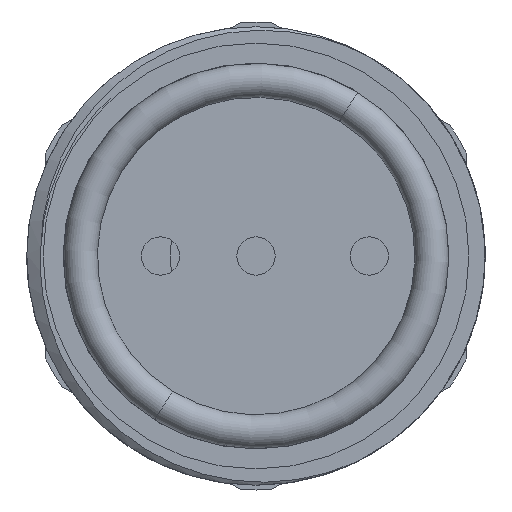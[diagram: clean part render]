
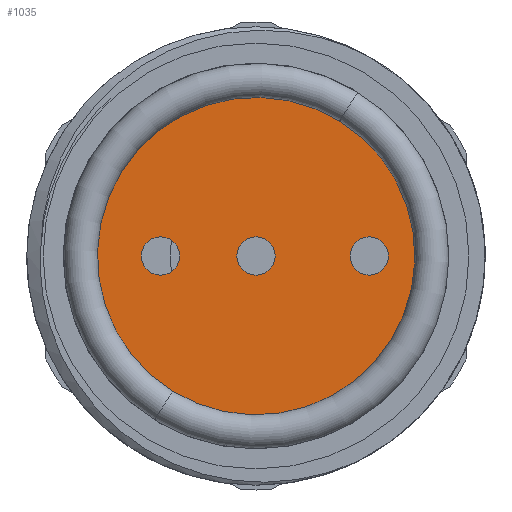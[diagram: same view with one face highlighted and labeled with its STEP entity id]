
A CAD part, front view. The second image highlights one B-rep face of the part: STEP entity #1035.
In plain terms, the highlighted planar face has unit normal (0, -1, 0).
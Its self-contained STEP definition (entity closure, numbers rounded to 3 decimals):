
#133 = FACE_BOUND ( 'NONE', #3900, .T. ) ;
#169 = CIRCLE ( 'NONE', #2773, 1. ) ;
#257 = CIRCLE ( 'NONE', #2275, 1. ) ;
#292 = DIRECTION ( 'NONE',  ( 0., 0., -1. ) ) ;
#317 = VERTEX_POINT ( 'NONE', #2060 ) ;
#321 = CIRCLE ( 'NONE', #376, 10.1 ) ;
#326 = ORIENTED_EDGE ( 'NONE', *, *, #2434, .F. ) ;
#376 = AXIS2_PLACEMENT_3D ( 'NONE', #5179, #2707, #292 ) ;
#377 = EDGE_CURVE ( 'NONE', #3560, #317, #169, .T. ) ;
#385 = ORIENTED_EDGE ( 'NONE', *, *, #3022, .F. ) ;
#406 = AXIS2_PLACEMENT_3D ( 'NONE', #4512, #2343, #4462 ) ;
#410 = CARTESIAN_POINT ( 'NONE',  ( -5., -6.6, 0. ) ) ;
#687 = CARTESIAN_POINT ( 'NONE',  ( -5., -6.6, -1. ) ) ;
#752 = ORIENTED_EDGE ( 'NONE', *, *, #2214, .F. ) ;
#823 = DIRECTION ( 'NONE',  ( 0., 0., -1. ) ) ;
#948 = VERTEX_POINT ( 'NONE', #687 ) ;
#951 = EDGE_LOOP ( 'NONE', ( #385, #1528 ) ) ;
#989 = CARTESIAN_POINT ( 'NONE',  ( 0., -6.6, -1. ) ) ;
#1035 = ADVANCED_FACE ( 'NONE', ( #3261, #133, #1242, #2169 ), #1186, .T. ) ;
#1186 = PLANE ( 'NONE',  #406 ) ;
#1193 = EDGE_CURVE ( 'NONE', #5298, #948, #5186, .T. ) ;
#1242 = FACE_BOUND ( 'NONE', #5026, .T. ) ;
#1283 = VERTEX_POINT ( 'NONE', #5263 ) ;
#1485 = DIRECTION ( 'NONE',  ( 0., -1., 0. ) ) ;
#1528 = ORIENTED_EDGE ( 'NONE', *, *, #1193, .F. ) ;
#1541 = EDGE_CURVE ( 'NONE', #1828, #4800, #2793, .T. ) ;
#1577 = EDGE_CURVE ( 'NONE', #2075, #1283, #1604, .T. ) ;
#1604 = CIRCLE ( 'NONE', #4434, 1. ) ;
#1614 = DIRECTION ( 'NONE',  ( 0., 0., -1. ) ) ;
#1757 = AXIS2_PLACEMENT_3D ( 'NONE', #2317, #4069, #3804 ) ;
#1828 = VERTEX_POINT ( 'NONE', #4756 ) ;
#1853 = ORIENTED_EDGE ( 'NONE', *, *, #1541, .T. ) ;
#1877 = CARTESIAN_POINT ( 'NONE',  ( 5.93, -6.6, 0. ) ) ;
#1957 = ORIENTED_EDGE ( 'NONE', *, *, #2751, .T. ) ;
#1962 = DIRECTION ( 'NONE',  ( 0., 0., -1. ) ) ;
#1971 = CIRCLE ( 'NONE', #4507, 1. ) ;
#1981 = DIRECTION ( 'NONE',  ( 0., -1., 0. ) ) ;
#1998 = CARTESIAN_POINT ( 'NONE',  ( 0., -6.6, 0. ) ) ;
#2060 = CARTESIAN_POINT ( 'NONE',  ( 0., -6.6, 1. ) ) ;
#2070 = CARTESIAN_POINT ( 'NONE',  ( -5., -6.6, 1. ) ) ;
#2074 = DIRECTION ( 'NONE',  ( 0., -1., 0. ) ) ;
#2075 = VERTEX_POINT ( 'NONE', #4597 ) ;
#2098 = AXIS2_PLACEMENT_3D ( 'NONE', #2194, #5067, #2600 ) ;
#2169 = FACE_OUTER_BOUND ( 'NONE', #4687, .T. ) ;
#2194 = CARTESIAN_POINT ( 'NONE',  ( 5.93, -6.6, 0. ) ) ;
#2214 = EDGE_CURVE ( 'NONE', #1283, #2075, #2905, .T. ) ;
#2275 = AXIS2_PLACEMENT_3D ( 'NONE', #4556, #2074, #4942 ) ;
#2317 = CARTESIAN_POINT ( 'NONE',  ( -5., -6.6, 0. ) ) ;
#2343 = DIRECTION ( 'NONE',  ( 0., -1., 0. ) ) ;
#2360 = CARTESIAN_POINT ( 'NONE',  ( 0., -6.6, 10.1 ) ) ;
#2434 = EDGE_CURVE ( 'NONE', #317, #3560, #257, .T. ) ;
#2584 = DIRECTION ( 'NONE',  ( 0., -1., 0. ) ) ;
#2600 = DIRECTION ( 'NONE',  ( 0., 0., -1. ) ) ;
#2606 = DIRECTION ( 'NONE',  ( 0., 0., -1. ) ) ;
#2707 = DIRECTION ( 'NONE',  ( 0., -1., 0. ) ) ;
#2751 = EDGE_CURVE ( 'NONE', #4800, #1828, #321, .T. ) ;
#2773 = AXIS2_PLACEMENT_3D ( 'NONE', #4895, #2584, #2606 ) ;
#2793 = CIRCLE ( 'NONE', #3863, 10.1 ) ;
#2905 = CIRCLE ( 'NONE', #2098, 1. ) ;
#3022 = EDGE_CURVE ( 'NONE', #948, #5298, #1971, .T. ) ;
#3258 = DIRECTION ( 'NONE',  ( 0., -1., 0. ) ) ;
#3261 = FACE_BOUND ( 'NONE', #951, .T. ) ;
#3560 = VERTEX_POINT ( 'NONE', #989 ) ;
#3804 = DIRECTION ( 'NONE',  ( 0., 0., -1. ) ) ;
#3863 = AXIS2_PLACEMENT_3D ( 'NONE', #1998, #1981, #1962 ) ;
#3900 = EDGE_LOOP ( 'NONE', ( #4333, #752 ) ) ;
#4069 = DIRECTION ( 'NONE',  ( 0., -1., 0. ) ) ;
#4333 = ORIENTED_EDGE ( 'NONE', *, *, #1577, .F. ) ;
#4434 = AXIS2_PLACEMENT_3D ( 'NONE', #1877, #1485, #1614 ) ;
#4462 = DIRECTION ( 'NONE',  ( 0., 0., -1. ) ) ;
#4507 = AXIS2_PLACEMENT_3D ( 'NONE', #410, #3258, #823 ) ;
#4512 = CARTESIAN_POINT ( 'NONE',  ( 0., -6.6, 0. ) ) ;
#4556 = CARTESIAN_POINT ( 'NONE',  ( 0., -6.6, 0. ) ) ;
#4597 = CARTESIAN_POINT ( 'NONE',  ( 5.93, -6.6, -1. ) ) ;
#4687 = EDGE_LOOP ( 'NONE', ( #1853, #1957 ) ) ;
#4756 = CARTESIAN_POINT ( 'NONE',  ( 0., -6.6, -10.1 ) ) ;
#4800 = VERTEX_POINT ( 'NONE', #2360 ) ;
#4895 = CARTESIAN_POINT ( 'NONE',  ( 0., -6.6, 0. ) ) ;
#4942 = DIRECTION ( 'NONE',  ( 0., 0., -1. ) ) ;
#5026 = EDGE_LOOP ( 'NONE', ( #5297, #326 ) ) ;
#5067 = DIRECTION ( 'NONE',  ( 0., -1., 0. ) ) ;
#5179 = CARTESIAN_POINT ( 'NONE',  ( 0., -6.6, 0. ) ) ;
#5186 = CIRCLE ( 'NONE', #1757, 1. ) ;
#5263 = CARTESIAN_POINT ( 'NONE',  ( 5.93, -6.6, 1. ) ) ;
#5297 = ORIENTED_EDGE ( 'NONE', *, *, #377, .F. ) ;
#5298 = VERTEX_POINT ( 'NONE', #2070 ) ;
